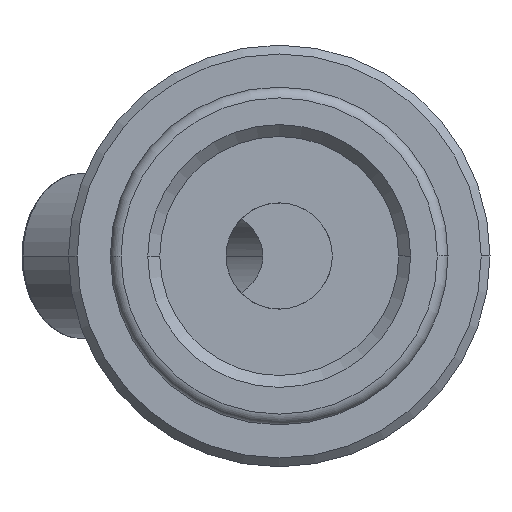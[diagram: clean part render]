
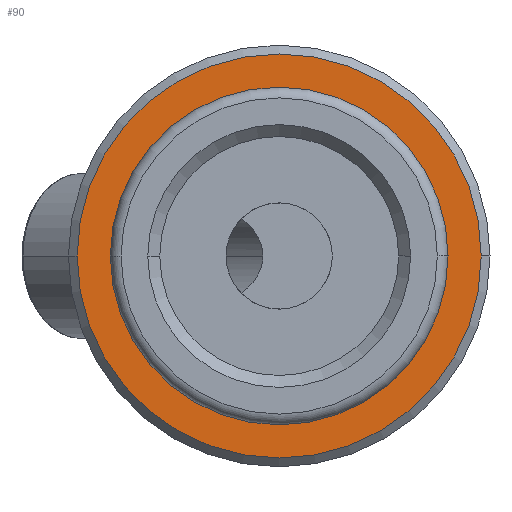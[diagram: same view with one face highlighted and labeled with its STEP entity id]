
A CAD part, front view. The second image highlights one B-rep face of the part: STEP entity #90.
In plain terms, the highlighted planar face has unit normal (0, -1, 0).
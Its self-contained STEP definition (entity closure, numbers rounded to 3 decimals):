
#90=ADVANCED_FACE('',(#239,#240),#241,.T.);
#239=FACE_BOUND('',#450,.T.);
#240=FACE_OUTER_BOUND('',#451,.T.);
#241=PLANE('',#452);
#450=EDGE_LOOP('',(#655,#656));
#451=EDGE_LOOP('',(#657,#658));
#452=AXIS2_PLACEMENT_3D('',#659,#660,#661);
#655=ORIENTED_EDGE('',*,*,#1201,.T.);
#656=ORIENTED_EDGE('',*,*,#1202,.T.);
#657=ORIENTED_EDGE('',*,*,#1203,.F.);
#658=ORIENTED_EDGE('',*,*,#1204,.F.);
#659=CARTESIAN_POINT('',(-5.75,3.6,0.));
#660=DIRECTION('',(0.,-1.0,0.));
#661=DIRECTION('',(1.0,0.,0.));
#1201=EDGE_CURVE('',#1408,#1409,#1410,.T.);
#1202=EDGE_CURVE('',#1409,#1408,#1411,.T.);
#1203=EDGE_CURVE('',#1412,#1413,#1414,.T.);
#1204=EDGE_CURVE('',#1413,#1412,#1415,.T.);
#1408=VERTEX_POINT('',#1696);
#1409=VERTEX_POINT('',#1697);
#1410=CIRCLE('',#1698,9.0);
#1411=CIRCLE('',#1699,9.0);
#1412=VERTEX_POINT('',#1700);
#1413=VERTEX_POINT('',#1701);
#1414=CIRCLE('',#1702,11.5);
#1415=CIRCLE('',#1703,11.5);
#1696=CARTESIAN_POINT('',(9.0,3.6,0.0));
#1697=CARTESIAN_POINT('',(-9.0,3.6,0.));
#1698=AXIS2_PLACEMENT_3D('',#2326,#2327,#2328);
#1699=AXIS2_PLACEMENT_3D('',#2329,#2330,#2331);
#1700=CARTESIAN_POINT('',(-11.5,3.6,0.));
#1701=CARTESIAN_POINT('',(11.5,3.6,0.));
#1702=AXIS2_PLACEMENT_3D('',#2332,#2333,#2334);
#1703=AXIS2_PLACEMENT_3D('',#2335,#2336,#2337);
#2326=CARTESIAN_POINT('',(0.0,3.6,0.0));
#2327=DIRECTION('',(0.,1.0,0.));
#2328=DIRECTION('',(-1.0,0.,0.));
#2329=CARTESIAN_POINT('',(0.0,3.6,0.0));
#2330=DIRECTION('',(0.,1.0,0.));
#2331=DIRECTION('',(-1.0,0.,0.));
#2332=CARTESIAN_POINT('',(0.0,3.6,0.0));
#2333=DIRECTION('',(0.0,1.0,0.0));
#2334=DIRECTION('',(-1.0,0.0,0.));
#2335=CARTESIAN_POINT('',(0.0,3.6,0.0));
#2336=DIRECTION('',(0.0,1.0,0.0));
#2337=DIRECTION('',(-1.0,0.0,0.));
